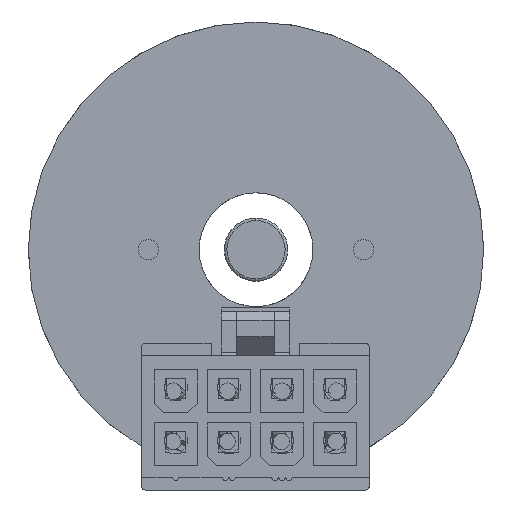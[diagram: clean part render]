
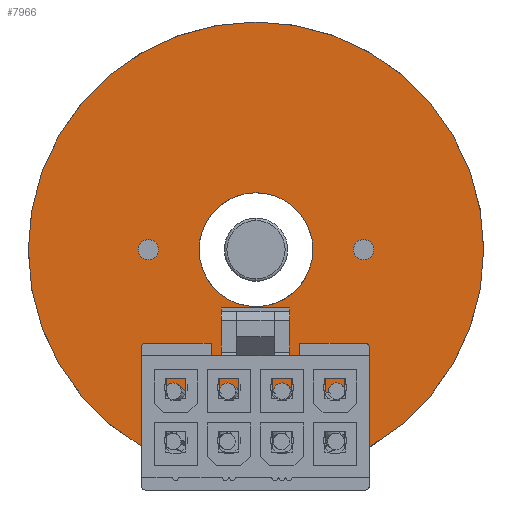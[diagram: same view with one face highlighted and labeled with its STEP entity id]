
A CAD part, front view. The second image highlights one B-rep face of the part: STEP entity #7966.
In plain terms, the highlighted planar face has unit normal (0, -1, 0).
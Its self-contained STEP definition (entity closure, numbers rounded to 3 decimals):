
#478 = LINE ( 'NONE', #7055, #14075 ) ;
#484 = AXIS2_PLACEMENT_3D ( 'NONE', #6033, #7365, #16523 ) ;
#514 = ORIENTED_EDGE ( 'NONE', *, *, #15677, .T. ) ;
#751 = VERTEX_POINT ( 'NONE', #8644 ) ;
#780 = DIRECTION ( 'NONE',  ( 0., 1., 0. ) ) ;
#1083 = VERTEX_POINT ( 'NONE', #11321 ) ;
#1145 = VERTEX_POINT ( 'NONE', #14067 ) ;
#1241 = DIRECTION ( 'NONE',  ( 0., -1., 0. ) ) ;
#1252 = DIRECTION ( 'NONE',  ( 0., 0., -1. ) ) ;
#1276 = DIRECTION ( 'NONE',  ( 0., 0., -1. ) ) ;
#1296 = DIRECTION ( 'NONE',  ( 0., -1., 0. ) ) ;
#1594 = CARTESIAN_POINT ( 'NONE',  ( 24.7, 0., -8.1 ) ) ;
#1633 = ORIENTED_EDGE ( 'NONE', *, *, #10133, .T. ) ;
#1670 = ORIENTED_EDGE ( 'NONE', *, *, #12644, .F. ) ;
#1881 = ORIENTED_EDGE ( 'NONE', *, *, #14310, .F. ) ;
#1955 = EDGE_CURVE ( 'NONE', #5626, #751, #12978, .T. ) ;
#2412 = EDGE_CURVE ( 'NONE', #5626, #10872, #2455, .T. ) ;
#2455 = LINE ( 'NONE', #15183, #16012 ) ;
#2688 = CIRCLE ( 'NONE', #3384, 18. ) ;
#2792 = VERTEX_POINT ( 'NONE', #15209 ) ;
#3038 = CARTESIAN_POINT ( 'NONE',  ( 0., 0., 8.5 ) ) ;
#3311 = VERTEX_POINT ( 'NONE', #4348 ) ;
#3384 = AXIS2_PLACEMENT_3D ( 'NONE', #14943, #7064, #16250 ) ;
#3406 = CIRCLE ( 'NONE', #16728, 0.8 ) ;
#3503 = EDGE_CURVE ( 'NONE', #7202, #14167, #13093, .T. ) ;
#3588 = DIRECTION ( 'NONE',  ( 0., -1., 0. ) ) ;
#3728 = EDGE_CURVE ( 'NONE', #6139, #14167, #9630, .T. ) ;
#3802 = ORIENTED_EDGE ( 'NONE', *, *, #8874, .F. ) ;
#4151 = EDGE_CURVE ( 'NONE', #3311, #10879, #9195, .T. ) ;
#4243 = DIRECTION ( 'NONE',  ( 1., 0., 0. ) ) ;
#4348 = CARTESIAN_POINT ( 'NONE',  ( 0., 0., -9.3 ) ) ;
#4366 = DIRECTION ( 'NONE',  ( 0., 0., -1. ) ) ;
#4930 = ORIENTED_EDGE ( 'NONE', *, *, #3503, .T. ) ;
#5006 = FACE_OUTER_BOUND ( 'NONE', #12120, .T. ) ;
#5247 = AXIS2_PLACEMENT_3D ( 'NONE', #15587, #7740, #16904 ) ;
#5503 = DIRECTION ( 'NONE',  ( 0., -1., 0. ) ) ;
#5626 = VERTEX_POINT ( 'NONE', #13382 ) ;
#5685 = DIRECTION ( 'NONE',  ( 0., 1., 0. ) ) ;
#5859 = ORIENTED_EDGE ( 'NONE', *, *, #10905, .T. ) ;
#5871 = DIRECTION ( 'NONE',  ( 0., -1., 0. ) ) ;
#5876 = ORIENTED_EDGE ( 'NONE', *, *, #3728, .F. ) ;
#6033 = CARTESIAN_POINT ( 'NONE',  ( 4.5, 0., 0. ) ) ;
#6136 = ORIENTED_EDGE ( 'NONE', *, *, #12499, .T. ) ;
#6139 = VERTEX_POINT ( 'NONE', #12964 ) ;
#6198 = CARTESIAN_POINT ( 'NONE',  ( 11.3, 0., 7.1 ) ) ;
#6391 = AXIS2_PLACEMENT_3D ( 'NONE', #8672, #780, #9995 ) ;
#6618 = CIRCLE ( 'NONE', #8996, 1. ) ;
#6954 = CARTESIAN_POINT ( 'NONE',  ( 0., 0., -7.7 ) ) ;
#7022 = CIRCLE ( 'NONE', #14822, 0.8 ) ;
#7055 = CARTESIAN_POINT ( 'NONE',  ( 11.3, 0., -8.1 ) ) ;
#7064 = DIRECTION ( 'NONE',  ( 0., -1., 0. ) ) ;
#7202 = VERTEX_POINT ( 'NONE', #11146 ) ;
#7263 = AXIS2_PLACEMENT_3D ( 'NONE', #13387, #5503, #14916 ) ;
#7365 = DIRECTION ( 'NONE',  ( 0., -1., 0. ) ) ;
#7390 = CIRCLE ( 'NONE', #6391, 1. ) ;
#7518 = DIRECTION ( 'NONE',  ( 0., -1., 0. ) ) ;
#7665 = CIRCLE ( 'NONE', #5247, 18. ) ;
#7740 = DIRECTION ( 'NONE',  ( 0., -1., 0. ) ) ;
#7832 = VERTEX_POINT ( 'NONE', #8350 ) ;
#7966 = ADVANCED_FACE ( 'NONE', ( #8511, #15062, #5006, #15458 ), #13919, .T. ) ;
#8243 = AXIS2_PLACEMENT_3D ( 'NONE', #16970, #9138, #1252 ) ;
#8350 = CARTESIAN_POINT ( 'NONE',  ( 0., 0., 4.5 ) ) ;
#8380 = EDGE_CURVE ( 'NONE', #6139, #10282, #6618, .T. ) ;
#8403 = DIRECTION ( 'NONE',  ( 0., 0., -1. ) ) ;
#8511 = FACE_BOUND ( 'NONE', #9083, .T. ) ;
#8644 = CARTESIAN_POINT ( 'NONE',  ( 15.588, 0., 9. ) ) ;
#8657 = CARTESIAN_POINT ( 'NONE',  ( 0., 0., -18. ) ) ;
#8661 = VERTEX_POINT ( 'NONE', #9167 ) ;
#8672 = CARTESIAN_POINT ( 'NONE',  ( 12.3, 0., 7.1 ) ) ;
#8874 = EDGE_CURVE ( 'NONE', #10879, #3311, #7022, .T. ) ;
#8952 = VERTEX_POINT ( 'NONE', #8657 ) ;
#8996 = AXIS2_PLACEMENT_3D ( 'NONE', #13572, #5685, #14869 ) ;
#9083 = EDGE_LOOP ( 'NONE', ( #14367, #3802 ) ) ;
#9093 = CIRCLE ( 'NONE', #11614, 18. ) ;
#9131 = CARTESIAN_POINT ( 'NONE',  ( 0., 0., -8.5 ) ) ;
#9138 = DIRECTION ( 'NONE',  ( 0., -1., 0. ) ) ;
#9156 = AXIS2_PLACEMENT_3D ( 'NONE', #15380, #7518, #16690 ) ;
#9163 = DIRECTION ( 'NONE',  ( 0., -1., 0. ) ) ;
#9167 = CARTESIAN_POINT ( 'NONE',  ( 0., 0., 9.3 ) ) ;
#9191 = CARTESIAN_POINT ( 'NONE',  ( 0., 0., 0. ) ) ;
#9195 = CIRCLE ( 'NONE', #16393, 0.8 ) ;
#9212 = VECTOR ( 'NONE', #4243, 1000. ) ;
#9630 = LINE ( 'NONE', #1594, #9212 ) ;
#9778 = EDGE_CURVE ( 'NONE', #1145, #7832, #15664, .T. ) ;
#9985 = DIRECTION ( 'NONE',  ( -1., 0., 0. ) ) ;
#9995 = DIRECTION ( 'NONE',  ( 0., 0., -1. ) ) ;
#10014 = EDGE_CURVE ( 'NONE', #7832, #1145, #15864, .T. ) ;
#10133 = EDGE_CURVE ( 'NONE', #751, #1083, #7665, .T. ) ;
#10282 = VERTEX_POINT ( 'NONE', #10610 ) ;
#10457 = DIRECTION ( 'NONE',  ( 0., 0., -1. ) ) ;
#10519 = DIRECTION ( 'NONE',  ( 0., 0., -1. ) ) ;
#10610 = CARTESIAN_POINT ( 'NONE',  ( 11.3, 0., -7.1 ) ) ;
#10872 = VERTEX_POINT ( 'NONE', #13532 ) ;
#10879 = VERTEX_POINT ( 'NONE', #6954 ) ;
#10905 = EDGE_CURVE ( 'NONE', #8952, #7202, #2688, .T. ) ;
#10936 = EDGE_LOOP ( 'NONE', ( #1881, #1670 ) ) ;
#11146 = CARTESIAN_POINT ( 'NONE',  ( 15.588, 0., -9. ) ) ;
#11321 = CARTESIAN_POINT ( 'NONE',  ( 0., 0., 18. ) ) ;
#11490 = CARTESIAN_POINT ( 'NONE',  ( 0., 0., 0. ) ) ;
#11614 = AXIS2_PLACEMENT_3D ( 'NONE', #9191, #1296, #10519 ) ;
#11928 = ORIENTED_EDGE ( 'NONE', *, *, #1955, .T. ) ;
#11941 = VERTEX_POINT ( 'NONE', #6198 ) ;
#12120 = EDGE_LOOP ( 'NONE', ( #13976, #11928, #1633, #514, #5859, #4930, #5876, #14173, #12413, #6136 ) ) ;
#12249 = DIRECTION ( 'NONE',  ( 0., -1., 0. ) ) ;
#12259 = ORIENTED_EDGE ( 'NONE', *, *, #9778, .F. ) ;
#12338 = CIRCLE ( 'NONE', #16932, 0.8 ) ;
#12413 = ORIENTED_EDGE ( 'NONE', *, *, #15394, .F. ) ;
#12499 = EDGE_CURVE ( 'NONE', #11941, #10872, #7390, .T. ) ;
#12644 = EDGE_CURVE ( 'NONE', #8661, #2792, #12338, .T. ) ;
#12815 = DIRECTION ( 'NONE',  ( 0., 0., -1. ) ) ;
#12964 = CARTESIAN_POINT ( 'NONE',  ( 12.3, 0., -8.1 ) ) ;
#12978 = CIRCLE ( 'NONE', #7263, 0.6 ) ;
#13093 = CIRCLE ( 'NONE', #9156, 0.6 ) ;
#13382 = CARTESIAN_POINT ( 'NONE',  ( 15.069, 0., 8.1 ) ) ;
#13387 = CARTESIAN_POINT ( 'NONE',  ( 15.069, 0., 8.7 ) ) ;
#13416 = ORIENTED_EDGE ( 'NONE', *, *, #10014, .F. ) ;
#13532 = CARTESIAN_POINT ( 'NONE',  ( 12.3, 0., 8.1 ) ) ;
#13572 = CARTESIAN_POINT ( 'NONE',  ( 12.3, 0., -7.1 ) ) ;
#13765 = CARTESIAN_POINT ( 'NONE',  ( 0., 0., -8.5 ) ) ;
#13772 = EDGE_LOOP ( 'NONE', ( #12259, #13416 ) ) ;
#13919 = PLANE ( 'NONE',  #484 ) ;
#13976 = ORIENTED_EDGE ( 'NONE', *, *, #2412, .F. ) ;
#14007 = CARTESIAN_POINT ( 'NONE',  ( 15.069, 0., -8.1 ) ) ;
#14067 = CARTESIAN_POINT ( 'NONE',  ( 0., 0., -4.5 ) ) ;
#14075 = VECTOR ( 'NONE', #8403, 1000. ) ;
#14167 = VERTEX_POINT ( 'NONE', #14007 ) ;
#14173 = ORIENTED_EDGE ( 'NONE', *, *, #8380, .T. ) ;
#14310 = EDGE_CURVE ( 'NONE', #2792, #8661, #3406, .T. ) ;
#14367 = ORIENTED_EDGE ( 'NONE', *, *, #4151, .F. ) ;
#14822 = AXIS2_PLACEMENT_3D ( 'NONE', #13765, #5871, #15058 ) ;
#14869 = DIRECTION ( 'NONE',  ( 0., 0., -1. ) ) ;
#14916 = DIRECTION ( 'NONE',  ( 0., 0., -1. ) ) ;
#14943 = CARTESIAN_POINT ( 'NONE',  ( 0., 0., 0. ) ) ;
#15058 = DIRECTION ( 'NONE',  ( 0., 0., -1. ) ) ;
#15062 = FACE_BOUND ( 'NONE', #10936, .T. ) ;
#15183 = CARTESIAN_POINT ( 'NONE',  ( 24.7, 0., 8.1 ) ) ;
#15209 = CARTESIAN_POINT ( 'NONE',  ( 0., 0., 7.7 ) ) ;
#15380 = CARTESIAN_POINT ( 'NONE',  ( 15.069, 0., -8.7 ) ) ;
#15394 = EDGE_CURVE ( 'NONE', #11941, #10282, #478, .T. ) ;
#15458 = FACE_BOUND ( 'NONE', #13772, .T. ) ;
#15587 = CARTESIAN_POINT ( 'NONE',  ( 0., 0., 0. ) ) ;
#15664 = CIRCLE ( 'NONE', #8243, 4.5 ) ;
#15677 = EDGE_CURVE ( 'NONE', #1083, #8952, #9093, .T. ) ;
#15864 = CIRCLE ( 'NONE', #16128, 4.5 ) ;
#16012 = VECTOR ( 'NONE', #9985, 1000. ) ;
#16128 = AXIS2_PLACEMENT_3D ( 'NONE', #11490, #3588, #12815 ) ;
#16250 = DIRECTION ( 'NONE',  ( 0., 0., -1. ) ) ;
#16393 = AXIS2_PLACEMENT_3D ( 'NONE', #9131, #1241, #10457 ) ;
#16523 = DIRECTION ( 'NONE',  ( 0., 0., -1. ) ) ;
#16690 = DIRECTION ( 'NONE',  ( 0., 0., -1. ) ) ;
#16728 = AXIS2_PLACEMENT_3D ( 'NONE', #17003, #9163, #1276 ) ;
#16904 = DIRECTION ( 'NONE',  ( 0., 0., -1. ) ) ;
#16932 = AXIS2_PLACEMENT_3D ( 'NONE', #3038, #12249, #4366 ) ;
#16970 = CARTESIAN_POINT ( 'NONE',  ( 0., 0., 0. ) ) ;
#17003 = CARTESIAN_POINT ( 'NONE',  ( 0., 0., 8.5 ) ) ;
